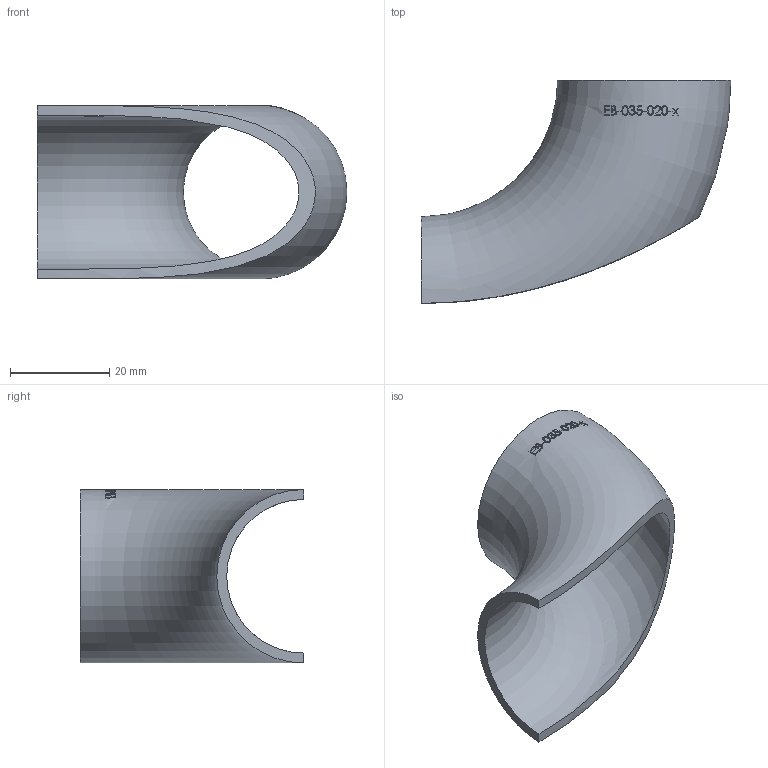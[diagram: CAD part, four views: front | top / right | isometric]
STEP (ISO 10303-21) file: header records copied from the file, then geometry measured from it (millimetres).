
FILE_DESCRIPTION (( 'STEP AP214' ), '1' );
FILE_NAME ('EB-035-020-x Einschweissbogen 1904.STEP', '2019-04-04T11:49:07', ( '' ), ( '' ), 'SwSTEP 2.0', 'SolidWorks 2016', '' );
FILE_SCHEMA (( 'AUTOMOTIVE_DESIGN' ));
Length unit declared in the file: millimetre
Products named in the file (1): EB-035-020-x Einschweissbogen 1904
Bounding box: 62.5 x 45 x 35.1 mm (x, y, z)
Volume: 9615.9 mm3; surface area: 10237.6 mm2
Topology: 1 solids, 1 shells, 146 faces, 391 edges, 263 vertices
Faces by surface type: bspline 65, plane 62, torus 19
Entity records: 9979 total; most frequent: CARTESIAN_POINT 5507, ORIENTED_EDGE 772, EDGE_CURVE 386, DIRECTION 298, VERTEX_POINT 260, B_SPLINE_CURVE_WITH_KNOTS 256, EDGE_LOOP 166, FACE_OUTER_BOUND 148
